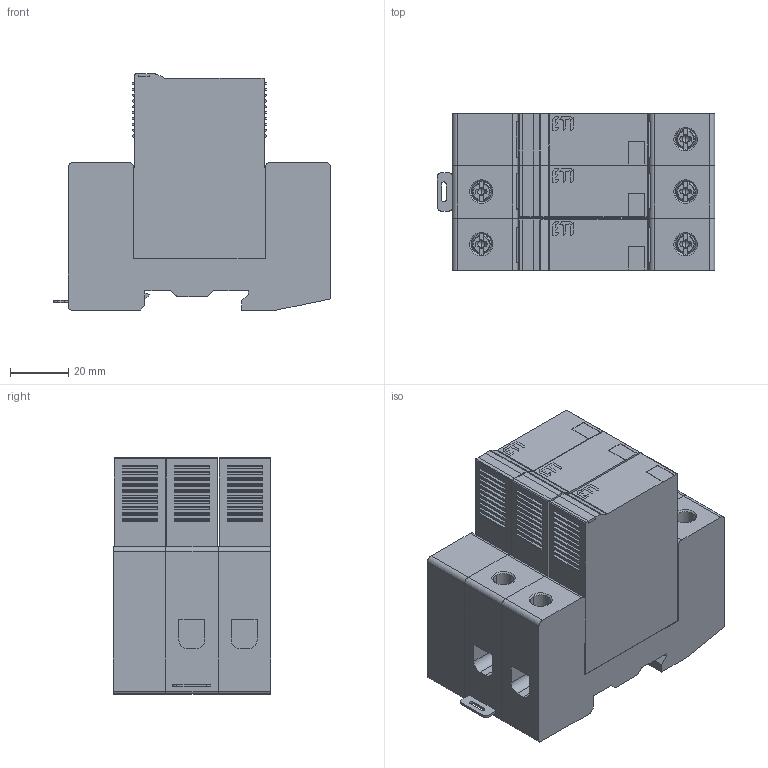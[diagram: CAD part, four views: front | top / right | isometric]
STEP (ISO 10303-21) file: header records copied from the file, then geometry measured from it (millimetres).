
FILE_DESCRIPTION((''),'2;1');
FILE_NAME('ETITEC_V_T12_3_0_ASM','2021-02-01T',('marketing.praksa'),('Audax d.o.o.'),'CREO PARAMETRIC BY PTC INC, 2017480','CREO PARAMETRIC BY PTC INC, 2017480','');
FILE_SCHEMA(('AUTOMOTIVE_DESIGN { 1 0 10303 214 1 1 1 1 }'));
Products named in the file (59): ETITEC_V_T12_28012_5_2_0_1_1_26; 2_0_ORIGINAL_ASM_1_1_ASM_1_1__7_ASM; PRT0015_1_1_1_1_1; ASM0017_ASM_1_1_ASM_1_1_ASM_1_ASM; ASM0018_ASM_1_1_ASM_1_ASM; ETITEC_V_T12_28012_5_2_0_1_1_27; 2_0_ORIGINAL_ASM_1_1_ASM_1_1__8_ASM; PRT0011_1_1_2_3_4_1_1_1_1; PRT0011_1_1_2_3_4_2_1_1_1; PRT0011_1_1_2_3_4_3_1_1_1; PRT0011_1_1_2_3_4_ASM_1_1_ASM_1_ASM; PRT0014_1_1_2_1_1_1; PRT0015_1_1_2_1_1_1; ASM0017_ASM_1_1_2_ASM_1_1_ASM_1_ASM; ASM0019_ASM_1_1_ASM_1_ASM; ETITEC_V_T12_28012_5_2_0_1_1_28; 2_0_ORIGINAL_ASM_1_ASM_1_ASM__8_ASM; 2_0_ONLY_ONE_POLE_ASM_1_ASM_1_8_ASM; PRT0010_1_1_1_2_1; TMP_DWG_65_1_1_1_2_1_2_3_1_2__8; TMP_DWG_65_1_2_1_2_1_2_3_1_2__8; TMP_DWG_65_1_3_1_2_1_2_3_1_2__8; ASM0011_1_2_ASM_1_ASM_1_1_ASM_1_ASM; ASM0016_ASM_1_ASM_1_1_ASM_1_ASM; 2_0_TEST_MODUL_ASM_1_ASM_1_1_AS_ASM; 2_0_MODULE_ASM_1_1_ASM_1_ASM; ETITEC_V_T12_28012_5_2_0_1_1_29; 2_0_ORIGINAL_ASM_1_ASM_1_ASM__9_ASM; 2_0_ONLY_ONE_POLE_ASM_1_ASM_1_9_ASM; PRT0010_1_1_1_1_2_1; TMP_DWG_65_1_1_1_2_1_2_3_1_2__9; TMP_DWG_65_1_2_1_2_1_2_3_1_2__9; TMP_DWG_65_1_3_1_2_1_2_3_1_2__9; ASM0011_1_2_ASM_1_1_ASM_1_1_ASM_ASM; ASM0016_ASM_1_1_ASM_1_1_ASM_1_ASM; 2_0_TEST_MODUL_ASM_1_1_ASM_1_1__ASM; ASM0020_ASM_1_1_ASM_1_ASM; ASM0014_ASM_1_1_ASM_1_ASM; ETITEC_V_T12_28012_5_2_0_1_1_30; 2_0_ORIGINAL_ASM_1_1_ASM_1_1__9_ASM ...
Assembly tree (58 placements, depth 9):
  ETITEC_V_T12_3_0_ASM
    ASM0022_ASM_1_ASM
      ASM0014_ASM_1_1_ASM_1_ASM
        ASM0018_ASM_1_1_ASM_1_ASM
          ASM0017_ASM_1_1_ASM_1_1_ASM_1_ASM
            2_0_ORIGINAL_ASM_1_1_ASM_1_1__7_ASM
              ETITEC_V_T12_28012_5_2_0_1_1_26
            PRT0015_1_1_1_1_1
        ASM0019_ASM_1_1_ASM_1_ASM
          ASM0017_ASM_1_1_2_ASM_1_1_ASM_1_ASM
            2_0_ORIGINAL_ASM_1_1_ASM_1_1__8_ASM
              ETITEC_V_T12_28012_5_2_0_1_1_27
            PRT0011_1_1_2_3_4_ASM_1_1_ASM_1_ASM
              PRT0011_1_1_2_3_4_1_1_1_1
              PRT0011_1_1_2_3_4_2_1_1_1
              PRT0011_1_1_2_3_4_3_1_1_1
            PRT0014_1_1_2_1_1_1
            PRT0015_1_1_2_1_1_1
        2_0_MODULE_ASM_1_1_ASM_1_ASM
          2_0_TEST_MODUL_ASM_1_ASM_1_1_AS_ASM
            2_0_ONLY_ONE_POLE_ASM_1_ASM_1_8_ASM
              2_0_ORIGINAL_ASM_1_ASM_1_ASM__8_ASM
                ETITEC_V_T12_28012_5_2_0_1_1_28
            PRT0010_1_1_1_2_1
            ASM0016_ASM_1_ASM_1_1_ASM_1_ASM
              ASM0011_1_2_ASM_1_ASM_1_1_ASM_1_ASM
                TMP_DWG_65_1_1_1_2_1_2_3_1_2__8
                TMP_DWG_65_1_2_1_2_1_2_3_1_2__8
                TMP_DWG_65_1_3_1_2_1_2_3_1_2__8
        ASM0020_ASM_1_1_ASM_1_ASM
          2_0_TEST_MODUL_ASM_1_1_ASM_1_1__ASM
            2_0_ONLY_ONE_POLE_ASM_1_ASM_1_9_ASM
              2_0_ORIGINAL_ASM_1_ASM_1_ASM__9_ASM
                ETITEC_V_T12_28012_5_2_0_1_1_29
            PRT0010_1_1_1_1_2_1
            ASM0016_ASM_1_1_ASM_1_1_ASM_1_ASM
              ASM0011_1_2_ASM_1_1_ASM_1_1_ASM_ASM
                TMP_DWG_65_1_1_1_2_1_2_3_1_2__9
                TMP_DWG_65_1_2_1_2_1_2_3_1_2__9
                TMP_DWG_65_1_3_1_2_1_2_3_1_2__9
      ASM0025_ASM_1_ASM
        ASM0014_ASM_1_1_2_ASM_1_ASM
          ASM0018_ASM_1_1_2_ASM_1_ASM
            ASM0017_ASM_1_1_ASM_1_1_2_ASM_1_ASM
              2_0_ORIGINAL_ASM_1_1_ASM_1_1__9_ASM
                ETITEC_V_T12_28012_5_2_0_1_1_30
              PRT0014_1_1_1_1_2_1
              PRT0015_1_1_1_1_2_1
          2_0_MODULE_ASM_1_1_2_ASM_1_ASM
            2_0_TEST_MODUL_ASM_1_ASM_1_1_2__ASM
              2_0_ONLY_ONE_POLE_ASM_1_ASM__10_ASM
                2_0_ORIGINAL_ASM_1_ASM_1_ASM_10_ASM
                  ETITEC_V_T12_28012_5_2_0_1_1_31
              PRT0010_1_1_1_2_3_1
              ASM0016_ASM_1_ASM_1_1_2_ASM_1_ASM
                ASM0011_1_2_ASM_1_ASM_1_1_2_ASM_ASM
                  TMP_DWG_65_1_1_1_2_1_2_3_1_2_10
                  TMP_DWG_65_1_2_1_2_1_2_3_1_2_10
                  TMP_DWG_65_1_3_1_2_1_2_3_1_2_10
Bounding box: 95.08 x 54 x 80.9 mm (x, y, z)
Volume: 289664.1 mm3; surface area: 72411.6 mm2
Topology: 26 solids, 26 shells, 981 faces, 2534 edges, 1678 vertices
Faces by surface type: plane 690, cylinder 197, cone 50, bspline 20, torus 14, sphere 10
Entity records: 46671 total; most frequent: CARTESIAN_POINT 7525, DIRECTION 5181, ORIENTED_EDGE 5048, PRESENTATION_STYLE_ASSIGNMENT 3117, STYLED_ITEM 2955, CURVE_STYLE 2524, EDGE_CURVE 2524, VECTOR 1797
